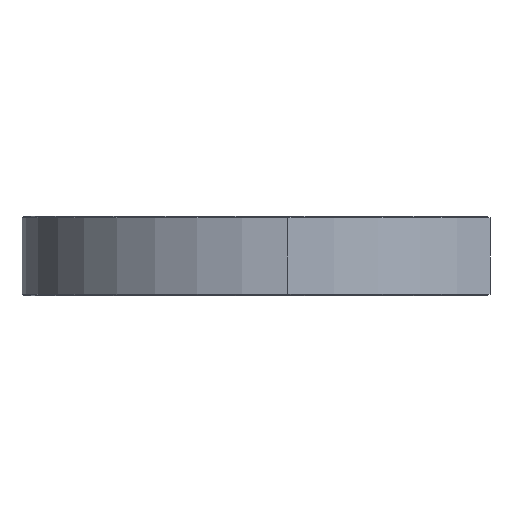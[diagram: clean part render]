
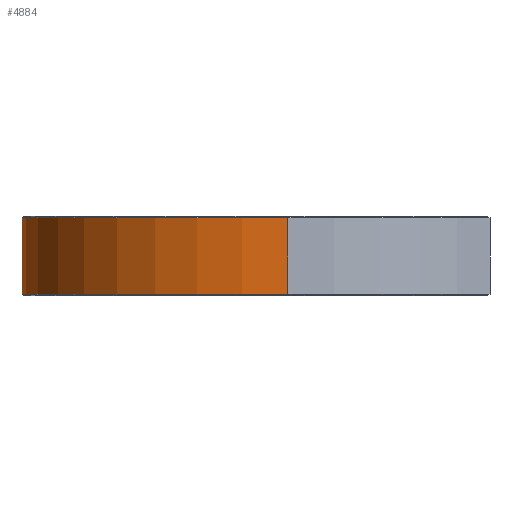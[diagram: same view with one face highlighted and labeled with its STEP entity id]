
A CAD part, left-side view. The second image highlights one B-rep face of the part: STEP entity #4884.
In plain terms, the highlighted cylindrical face has radius 31.75 mm (diameter 63.5 mm), a partial arc.
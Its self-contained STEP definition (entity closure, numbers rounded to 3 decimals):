
#67 = CARTESIAN_POINT ( 'NONE',  ( -31.75, 0., 4.55 ) ) ;
#91 = CARTESIAN_POINT ( 'NONE',  ( -31.75, 0., -4.55 ) ) ;
#363 = VERTEX_POINT ( 'NONE', #8055 ) ;
#374 = VERTEX_POINT ( 'NONE', #91 ) ;
#650 = EDGE_CURVE ( 'NONE', #2031, #363, #6049, .T. ) ;
#724 = LINE ( 'NONE', #2100, #5727 ) ;
#833 = DIRECTION ( 'NONE',  ( 1., 0., 0. ) ) ;
#1097 = ORIENTED_EDGE ( 'NONE', *, *, #5148, .T. ) ;
#1229 = VERTEX_POINT ( 'NONE', #67 ) ;
#1983 = DIRECTION ( 'NONE',  ( 1., 0., 0. ) ) ;
#2031 = VERTEX_POINT ( 'NONE', #7621 ) ;
#2095 = CIRCLE ( 'NONE', #7692, 31.75 ) ;
#2100 = CARTESIAN_POINT ( 'NONE',  ( -31.75, 0., -4.75 ) ) ;
#2638 = CIRCLE ( 'NONE', #3577, 31.75 ) ;
#3179 = CARTESIAN_POINT ( 'NONE',  ( 31.75, 0., -4.75 ) ) ;
#3243 = EDGE_LOOP ( 'NONE', ( #8478, #4800, #1097, #3962 ) ) ;
#3464 = CARTESIAN_POINT ( 'NONE',  ( 0., 0., 4.55 ) ) ;
#3577 = AXIS2_PLACEMENT_3D ( 'NONE', #3464, #7523, #833 ) ;
#3684 = DIRECTION ( 'NONE',  ( 0., 0., 1. ) ) ;
#3780 = DIRECTION ( 'NONE',  ( 0., 0., 1. ) ) ;
#3788 = AXIS2_PLACEMENT_3D ( 'NONE', #4255, #3684, #5007 ) ;
#3962 = ORIENTED_EDGE ( 'NONE', *, *, #650, .F. ) ;
#4255 = CARTESIAN_POINT ( 'NONE',  ( 0., 0., -4.75 ) ) ;
#4261 = VECTOR ( 'NONE', #3780, 1000. ) ;
#4568 = EDGE_CURVE ( 'NONE', #2031, #374, #2095, .T. ) ;
#4800 = ORIENTED_EDGE ( 'NONE', *, *, #6016, .T. ) ;
#4884 = ADVANCED_FACE ( 'NONE', ( #8591 ), #7244, .T. ) ;
#5007 = DIRECTION ( 'NONE',  ( 1., 0., 0. ) ) ;
#5148 = EDGE_CURVE ( 'NONE', #1229, #363, #2638, .T. ) ;
#5306 = CARTESIAN_POINT ( 'NONE',  ( 0., 0., -4.55 ) ) ;
#5727 = VECTOR ( 'NONE', #6754, 1000. ) ;
#6016 = EDGE_CURVE ( 'NONE', #374, #1229, #724, .T. ) ;
#6049 = LINE ( 'NONE', #3179, #4261 ) ;
#6754 = DIRECTION ( 'NONE',  ( 0., 0., 1. ) ) ;
#7244 = CYLINDRICAL_SURFACE ( 'NONE', #3788, 31.75 ) ;
#7523 = DIRECTION ( 'NONE',  ( 0., 0., -1. ) ) ;
#7621 = CARTESIAN_POINT ( 'NONE',  ( 31.75, 0., -4.55 ) ) ;
#7692 = AXIS2_PLACEMENT_3D ( 'NONE', #5306, #8041, #1983 ) ;
#8041 = DIRECTION ( 'NONE',  ( 0., 0., 1. ) ) ;
#8055 = CARTESIAN_POINT ( 'NONE',  ( 31.75, 0., 4.55 ) ) ;
#8478 = ORIENTED_EDGE ( 'NONE', *, *, #4568, .T. ) ;
#8591 = FACE_OUTER_BOUND ( 'NONE', #3243, .T. ) ;
